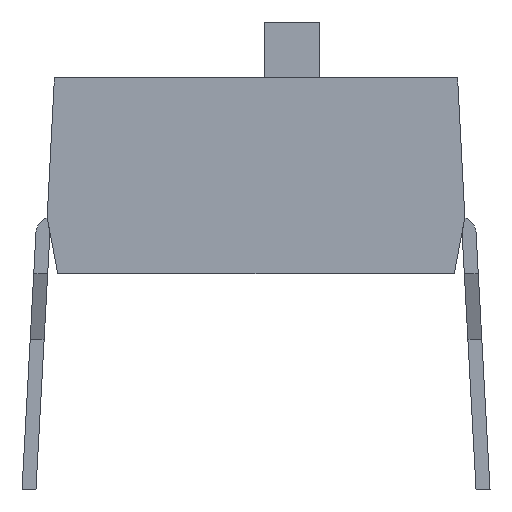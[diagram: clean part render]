
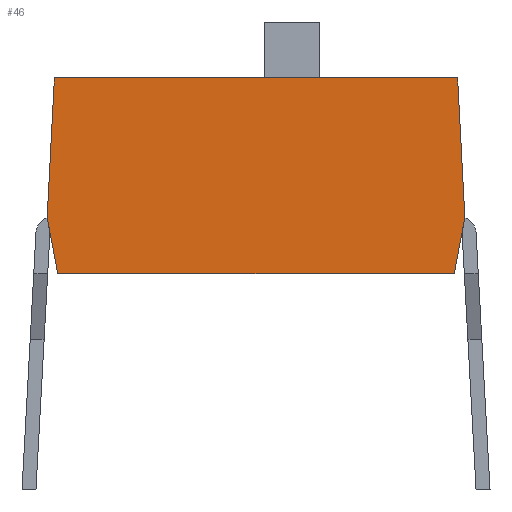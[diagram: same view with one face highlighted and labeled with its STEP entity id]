
A CAD part, left-side view. The second image highlights one B-rep face of the part: STEP entity #46.
In plain terms, the highlighted planar face has unit normal (-1, 0, 0).
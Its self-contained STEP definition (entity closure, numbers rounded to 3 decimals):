
#46=ADVANCED_FACE('',(#318),#319,.F.);
#318=FACE_OUTER_BOUND('',#870,.T.);
#319=PLANE('',#871);
#870=EDGE_LOOP('',(#1422,#1423,#1424,#1425,#1426,#1427));
#871=AXIS2_PLACEMENT_3D('',#1428,#1429,#1430);
#1422=ORIENTED_EDGE('',*,*,#3693,.F.);
#1423=ORIENTED_EDGE('',*,*,#3694,.F.);
#1424=ORIENTED_EDGE('',*,*,#3695,.F.);
#1425=ORIENTED_EDGE('',*,*,#3696,.F.);
#1426=ORIENTED_EDGE('',*,*,#3697,.F.);
#1427=ORIENTED_EDGE('',*,*,#3698,.F.);
#1428=CARTESIAN_POINT('',(-8.611,0.0,0.0));
#1429=DIRECTION('',(1.0,0.0,0.0));
#1430=DIRECTION('',(0.0,1.0,-0.0));
#3693=EDGE_CURVE('',#4422,#4423,#4424,.T.);
#3694=EDGE_CURVE('',#4425,#4422,#4426,.T.);
#3695=EDGE_CURVE('',#4427,#4425,#4428,.T.);
#3696=EDGE_CURVE('',#4429,#4427,#4430,.T.);
#3697=EDGE_CURVE('',#4431,#4429,#4432,.T.);
#3698=EDGE_CURVE('',#4423,#4431,#4433,.T.);
#4422=VERTEX_POINT('',#5621);
#4423=VERTEX_POINT('',#5622);
#4424=LINE('',#5623,#5624);
#4425=VERTEX_POINT('',#5625);
#4426=LINE('',#5626,#5627);
#4427=VERTEX_POINT('',#5628);
#4428=LINE('',#5629,#5630);
#4429=VERTEX_POINT('',#5631);
#4430=LINE('',#5632,#5633);
#4431=VERTEX_POINT('',#5634);
#4432=LINE('',#5635,#5636);
#4433=LINE('',#5637,#5638);
#5621=CARTESIAN_POINT('',(-8.611,3.74,-2.5));
#5622=CARTESIAN_POINT('',(-8.611,3.61,0.0));
#5623=CARTESIAN_POINT('',(-8.611,3.74,-2.5));
#5624=VECTOR('',#7525,2.503);
#5625=CARTESIAN_POINT('',(-8.611,3.55,-3.505));
#5626=CARTESIAN_POINT('',(-8.611,3.55,-3.505));
#5627=VECTOR('',#7526,1.023);
#5628=CARTESIAN_POINT('',(-8.611,-3.55,-3.505));
#5629=CARTESIAN_POINT('',(-8.611,-3.55,-3.505));
#5630=VECTOR('',#7527,7.1);
#5631=CARTESIAN_POINT('',(-8.611,-3.74,-2.5));
#5632=CARTESIAN_POINT('',(-8.611,-3.74,-2.5));
#5633=VECTOR('',#7528,1.023);
#5634=CARTESIAN_POINT('',(-8.611,-3.61,0.0));
#5635=CARTESIAN_POINT('',(-8.611,-3.61,0.0));
#5636=VECTOR('',#7529,2.503);
#5637=CARTESIAN_POINT('',(-8.611,3.61,0.0));
#5638=VECTOR('',#7530,7.22);
#7525=DIRECTION('',(0.0,-0.052,0.999));
#7526=DIRECTION('',(0.0,0.186,0.983));
#7527=DIRECTION('',(0.0,1.0,0.0));
#7528=DIRECTION('',(0.0,0.186,-0.983));
#7529=DIRECTION('',(0.0,-0.052,-0.999));
#7530=DIRECTION('',(0.0,-1.0,0.0));
